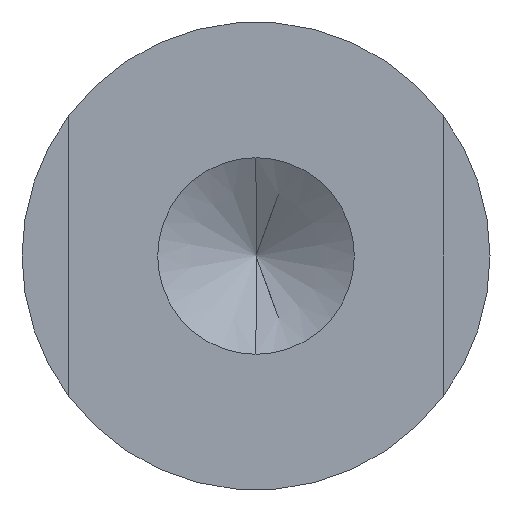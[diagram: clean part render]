
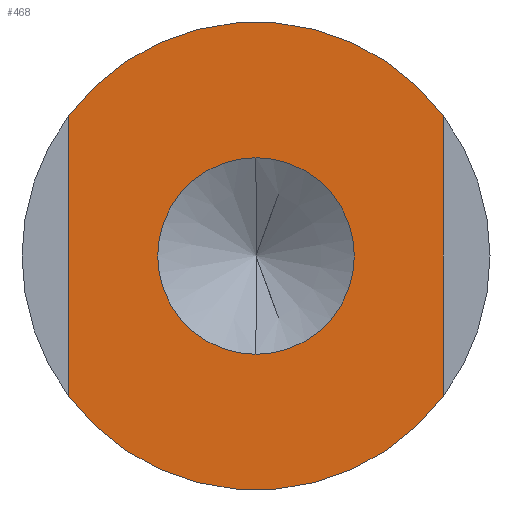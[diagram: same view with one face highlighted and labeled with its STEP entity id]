
A CAD part, left-side view. The second image highlights one B-rep face of the part: STEP entity #468.
In plain terms, the highlighted planar face has unit normal (-1, 0, 0).
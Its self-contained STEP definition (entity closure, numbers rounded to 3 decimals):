
#6 = VERTEX_POINT ( 'NONE', #378 ) ;
#13 = EDGE_CURVE ( 'NONE', #437, #590, #460, .T. ) ;
#14 = ORIENTED_EDGE ( 'NONE', *, *, #543, .T. ) ;
#17 = EDGE_CURVE ( 'NONE', #491, #600, #212, .T. ) ;
#37 = CARTESIAN_POINT ( 'NONE',  ( -49., 4., -5. ) ) ;
#65 = VERTEX_POINT ( 'NONE', #179 ) ;
#72 = CARTESIAN_POINT ( 'NONE',  ( -49., 0., 0. ) ) ;
#82 = CARTESIAN_POINT ( 'NONE',  ( -49., -4., -5. ) ) ;
#92 = VECTOR ( 'NONE', #235, 1000. ) ;
#93 = EDGE_CURVE ( 'NONE', #491, #590, #553, .T. ) ;
#101 = CARTESIAN_POINT ( 'NONE',  ( -49., 4., -3. ) ) ;
#104 = CIRCLE ( 'NONE', #334, 2.1 ) ;
#126 = DIRECTION ( 'NONE',  ( 0., 1., 0. ) ) ;
#138 = CARTESIAN_POINT ( 'NONE',  ( -49., -4., -3. ) ) ;
#161 = AXIS2_PLACEMENT_3D ( 'NONE', #589, #544, #287 ) ;
#179 = CARTESIAN_POINT ( 'NONE',  ( -49., 0., 2.1 ) ) ;
#186 = ORIENTED_EDGE ( 'NONE', *, *, #273, .T. ) ;
#193 = DIRECTION ( 'NONE',  ( 1., 0., 0. ) ) ;
#212 = CIRCLE ( 'NONE', #271, 5. ) ;
#218 = ORIENTED_EDGE ( 'NONE', *, *, #579, .F. ) ;
#222 = FACE_OUTER_BOUND ( 'NONE', #441, .T. ) ;
#235 = DIRECTION ( 'NONE',  ( 0., 0., 1. ) ) ;
#240 = DIRECTION ( 'NONE',  ( 0., 0., 1. ) ) ;
#242 = DIRECTION ( 'NONE',  ( 0., 1., 0. ) ) ;
#243 = CIRCLE ( 'NONE', #670, 2.1 ) ;
#248 = CARTESIAN_POINT ( 'NONE',  ( -49., 0., 0. ) ) ;
#269 = CARTESIAN_POINT ( 'NONE',  ( -49., 4., 3. ) ) ;
#271 = AXIS2_PLACEMENT_3D ( 'NONE', #614, #193, #126 ) ;
#273 = EDGE_CURVE ( 'NONE', #65, #6, #243, .T. ) ;
#276 = FACE_BOUND ( 'NONE', #439, .T. ) ;
#287 = DIRECTION ( 'NONE',  ( 0., 1., 0. ) ) ;
#299 = VECTOR ( 'NONE', #240, 1000. ) ;
#334 = AXIS2_PLACEMENT_3D ( 'NONE', #607, #402, #409 ) ;
#378 = CARTESIAN_POINT ( 'NONE',  ( -49., 0., -2.1 ) ) ;
#402 = DIRECTION ( 'NONE',  ( 1., 0., 0. ) ) ;
#406 = DIRECTION ( 'NONE',  ( 1., 0., 0. ) ) ;
#409 = DIRECTION ( 'NONE',  ( 0., 0., -1. ) ) ;
#432 = ORIENTED_EDGE ( 'NONE', *, *, #93, .T. ) ;
#436 = PLANE ( 'NONE',  #562 ) ;
#437 = VERTEX_POINT ( 'NONE', #269 ) ;
#439 = EDGE_LOOP ( 'NONE', ( #14, #186 ) ) ;
#441 = EDGE_LOOP ( 'NONE', ( #218, #650, #432, #453 ) ) ;
#453 = ORIENTED_EDGE ( 'NONE', *, *, #13, .F. ) ;
#460 = CIRCLE ( 'NONE', #161, 5. ) ;
#468 = ADVANCED_FACE ( 'NONE', ( #276, #222 ), #436, .T. ) ;
#491 = VERTEX_POINT ( 'NONE', #138 ) ;
#506 = DIRECTION ( 'NONE',  ( -1., 0., 0. ) ) ;
#543 = EDGE_CURVE ( 'NONE', #6, #65, #104, .T. ) ;
#544 = DIRECTION ( 'NONE',  ( 1., 0., 0. ) ) ;
#553 = LINE ( 'NONE', #82, #299 ) ;
#562 = AXIS2_PLACEMENT_3D ( 'NONE', #72, #506, #242 ) ;
#579 = EDGE_CURVE ( 'NONE', #600, #437, #619, .T. ) ;
#589 = CARTESIAN_POINT ( 'NONE',  ( -49., 0., 0. ) ) ;
#590 = VERTEX_POINT ( 'NONE', #669 ) ;
#600 = VERTEX_POINT ( 'NONE', #101 ) ;
#607 = CARTESIAN_POINT ( 'NONE',  ( -49., 0., 0. ) ) ;
#614 = CARTESIAN_POINT ( 'NONE',  ( -49., 0., 0. ) ) ;
#616 = DIRECTION ( 'NONE',  ( 0., 0., -1. ) ) ;
#619 = LINE ( 'NONE', #37, #92 ) ;
#650 = ORIENTED_EDGE ( 'NONE', *, *, #17, .F. ) ;
#669 = CARTESIAN_POINT ( 'NONE',  ( -49., -4., 3. ) ) ;
#670 = AXIS2_PLACEMENT_3D ( 'NONE', #248, #406, #616 ) ;
